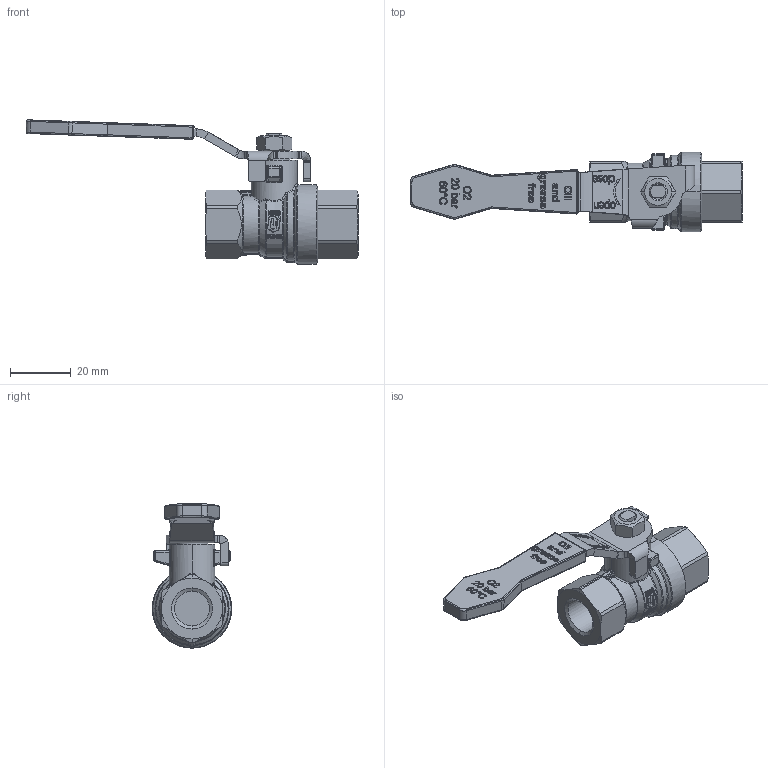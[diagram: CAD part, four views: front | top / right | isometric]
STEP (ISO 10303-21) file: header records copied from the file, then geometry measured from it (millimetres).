
FILE_DESCRIPTION(('HOOPS Exchange Step'),'2;1');
FILE_NAME('GK020001_DN8.stp','2025-02-21T09:19:35+01:00',('nieru'),('Unknown organisation'),'HOOPS Exchange 2024.2','HOOPS Exchange','Unknown authorisation');
FILE_SCHEMA( ('AP203_CONFIGURATION_CONTROLLED_3D_DESIGN_OF_MECHANICAL_PARTS_AND_ASSEMBLIES_MIM_LF') );
Length unit declared in the file: millimetre
Products named in the file (2): 0; root
Assembly tree (1 placements, depth 2):
  root
    0
Bounding box: 108.85 x 26 x 47.31 mm (x, y, z)
Volume: 24036.7 mm3; surface area: 10014.1 mm2
Topology: 3 solids, 3 shells, 1863 faces, 4615 edges, 2808 vertices
Faces by surface type: bspline 987, plane 354, cylinder 348, torus 106, cone 42, sphere 26
Full cylindrical faces by diameter (mm): 4.917 x1, 6 x2, 11.445 x2
Entity records: 97526 total; most frequent: CARTESIAN_POINT 60315, ORIENTED_EDGE 9152, DIRECTION 4937, EDGE_CURVE 4576, VERTEX_POINT 2808, B_SPLINE_CURVE_WITH_KNOTS 2420, EDGE_LOOP 1956, FACE_BOUND 1956
